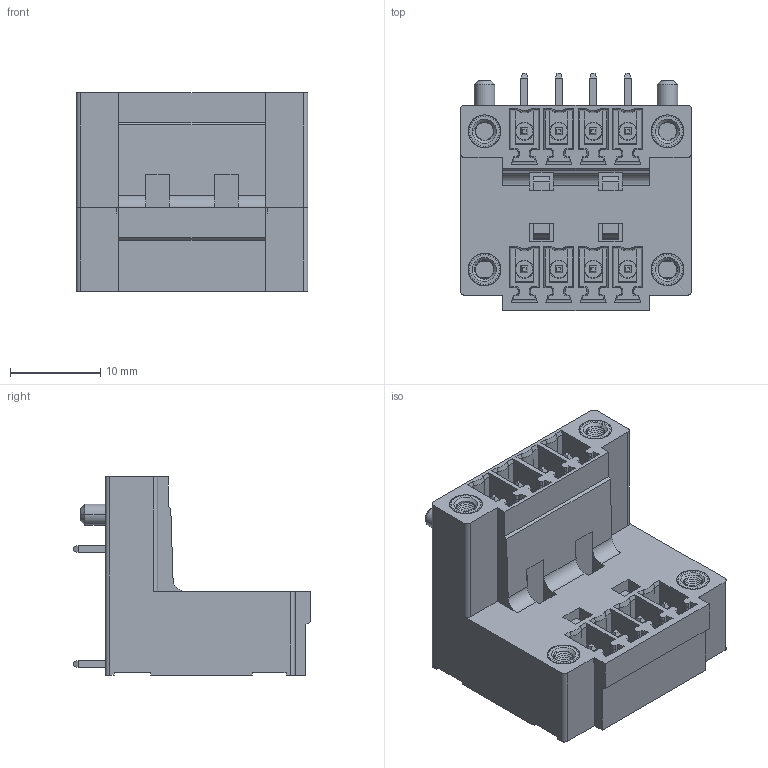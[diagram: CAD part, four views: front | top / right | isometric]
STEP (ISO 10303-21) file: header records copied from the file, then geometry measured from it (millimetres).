
FILE_DESCRIPTION((''),'2;1');
FILE_NAME('WJ15EDGRTM-381-04P','2017-03-15T',('QZY'),(''),'CREO PARAMETRIC BY PTC INC, 2014440','CREO PARAMETRIC BY PTC INC, 2014440','');
FILE_SCHEMA(('CONFIG_CONTROL_DESIGN'));
Products named in the file (1): WJ15EDGRTM-381-04P
Bounding box: 25.63 x 26.2 x 21.95 mm (x, y, z)
Volume: 4714.7 mm3; surface area: 6660.3 mm2
Topology: 1 solids, 1 shells, 1489 faces, 4239 edges, 2759 vertices
Faces by surface type: plane 1080, cone 244, bspline 108, cylinder 57
Entity records: 59995 total; most frequent: CARTESIAN_POINT 22407, ORIENTED_EDGE 8478, DIRECTION 6739, EDGE_CURVE 4239, VERTEX_POINT 2759, VECTOR 2727, LINE 2727, AXIS2_PLACEMENT_3D 2006
